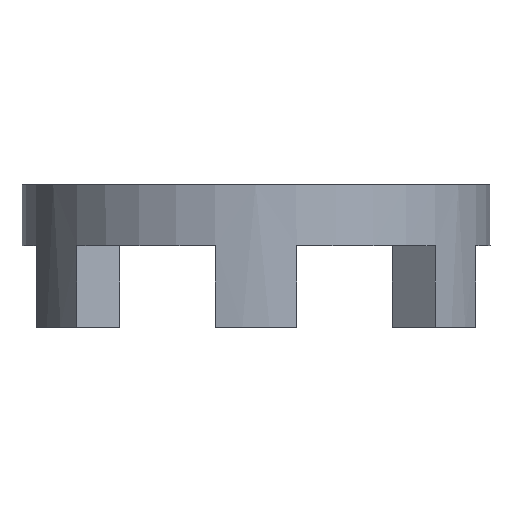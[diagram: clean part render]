
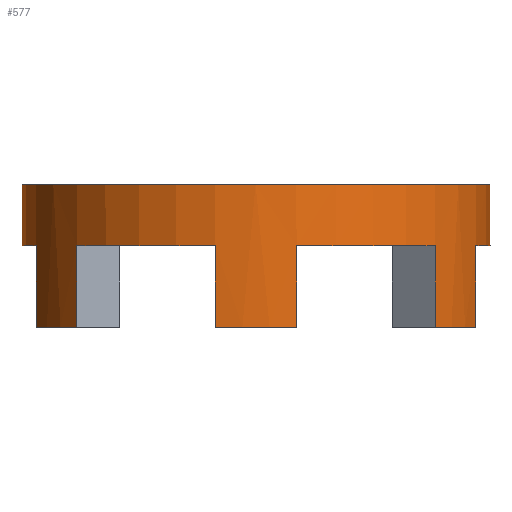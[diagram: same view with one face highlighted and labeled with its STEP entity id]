
A CAD part, front view. The second image highlights one B-rep face of the part: STEP entity #577.
In plain terms, the highlighted cylindrical face has radius 23 mm (diameter 46 mm), a full revolution.
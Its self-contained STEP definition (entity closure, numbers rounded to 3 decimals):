
#140=ORIENTED_EDGE('',*,*,#328,.F.);
#141=ORIENTED_EDGE('',*,*,#329,.T.);
#142=ORIENTED_EDGE('',*,*,#311,.T.);
#143=ORIENTED_EDGE('',*,*,#330,.F.);
#144=ORIENTED_EDGE('',*,*,#331,.F.);
#145=ORIENTED_EDGE('',*,*,#332,.T.);
#146=ORIENTED_EDGE('',*,*,#326,.T.);
#147=ORIENTED_EDGE('',*,*,#333,.F.);
#148=ORIENTED_EDGE('',*,*,#334,.F.);
#149=ORIENTED_EDGE('',*,*,#335,.T.);
#150=ORIENTED_EDGE('',*,*,#322,.T.);
#151=ORIENTED_EDGE('',*,*,#336,.F.);
#152=ORIENTED_EDGE('',*,*,#337,.F.);
#153=ORIENTED_EDGE('',*,*,#338,.T.);
#154=ORIENTED_EDGE('',*,*,#318,.T.);
#155=ORIENTED_EDGE('',*,*,#339,.F.);
#156=ORIENTED_EDGE('',*,*,#340,.F.);
#157=ORIENTED_EDGE('',*,*,#341,.T.);
#158=ORIENTED_EDGE('',*,*,#314,.T.);
#159=ORIENTED_EDGE('',*,*,#342,.F.);
#160=ORIENTED_EDGE('',*,*,#343,.F.);
#161=ORIENTED_EDGE('',*,*,#344,.T.);
#162=ORIENTED_EDGE('',*,*,#306,.T.);
#163=ORIENTED_EDGE('',*,*,#345,.F.);
#164=ORIENTED_EDGE('',*,*,#346,.F.);
#165=ORIENTED_EDGE('',*,*,#347,.T.);
#166=ORIENTED_EDGE('',*,*,#348,.F.);
#167=ORIENTED_EDGE('',*,*,#349,.T.);
#306=EDGE_CURVE('',#403,#402,#635,.T.);
#311=EDGE_CURVE('',#405,#406,#637,.T.);
#314=EDGE_CURVE('',#409,#408,#639,.T.);
#318=EDGE_CURVE('',#412,#411,#641,.T.);
#322=EDGE_CURVE('',#415,#414,#643,.T.);
#326=EDGE_CURVE('',#418,#417,#645,.T.);
#328=EDGE_CURVE('',#419,#420,#646,.T.);
#329=EDGE_CURVE('',#419,#405,#722,.T.);
#330=EDGE_CURVE('',#421,#406,#723,.T.);
#331=EDGE_CURVE('',#422,#421,#647,.T.);
#332=EDGE_CURVE('',#422,#418,#724,.T.);
#333=EDGE_CURVE('',#423,#417,#725,.T.);
#334=EDGE_CURVE('',#424,#423,#648,.T.);
#335=EDGE_CURVE('',#424,#415,#726,.T.);
#336=EDGE_CURVE('',#425,#414,#727,.T.);
#337=EDGE_CURVE('',#426,#425,#649,.T.);
#338=EDGE_CURVE('',#426,#412,#728,.T.);
#339=EDGE_CURVE('',#427,#411,#729,.T.);
#340=EDGE_CURVE('',#428,#427,#650,.T.);
#341=EDGE_CURVE('',#428,#409,#730,.T.);
#342=EDGE_CURVE('',#429,#408,#731,.T.);
#343=EDGE_CURVE('',#430,#429,#651,.T.);
#344=EDGE_CURVE('',#430,#403,#732,.T.);
#345=EDGE_CURVE('',#420,#402,#733,.T.);
#346=EDGE_CURVE('',#431,#432,#652,.T.);
#347=EDGE_CURVE('',#431,#433,#734,.F.);
#348=EDGE_CURVE('',#434,#433,#653,.T.);
#349=EDGE_CURVE('',#434,#432,#735,.T.);
#402=VERTEX_POINT('',#1229);
#403=VERTEX_POINT('',#1231);
#405=VERTEX_POINT('',#1237);
#406=VERTEX_POINT('',#1239);
#408=VERTEX_POINT('',#1245);
#409=VERTEX_POINT('',#1247);
#411=VERTEX_POINT('',#1253);
#412=VERTEX_POINT('',#1255);
#414=VERTEX_POINT('',#1261);
#415=VERTEX_POINT('',#1263);
#417=VERTEX_POINT('',#1269);
#418=VERTEX_POINT('',#1271);
#419=VERTEX_POINT('',#1275);
#420=VERTEX_POINT('',#1276);
#421=VERTEX_POINT('',#1279);
#422=VERTEX_POINT('',#1281);
#423=VERTEX_POINT('',#1284);
#424=VERTEX_POINT('',#1286);
#425=VERTEX_POINT('',#1289);
#426=VERTEX_POINT('',#1291);
#427=VERTEX_POINT('',#1294);
#428=VERTEX_POINT('',#1296);
#429=VERTEX_POINT('',#1299);
#430=VERTEX_POINT('',#1301);
#431=VERTEX_POINT('',#1305);
#432=VERTEX_POINT('',#1306);
#433=VERTEX_POINT('',#1308);
#434=VERTEX_POINT('',#1310);
#459=EDGE_LOOP('',(#140,#141,#142,#143,#144,#145,#146,#147,#148,#149,#150,
#151,#152,#153,#154,#155,#156,#157,#158,#159,#160,#161,#162,#163));
#460=EDGE_LOOP('',(#164,#165,#166,#167));
#517=FACE_BOUND('',#459,.T.);
#518=FACE_BOUND('',#460,.T.);
#562=CYLINDRICAL_SURFACE('',#852,23.);
#577=ADVANCED_FACE('',(#517,#518),#562,.T.);
#635=CIRCLE('',#836,23.);
#637=CIRCLE('',#839,23.);
#639=CIRCLE('',#842,23.);
#641=CIRCLE('',#845,23.);
#643=CIRCLE('',#848,23.);
#645=CIRCLE('',#851,23.);
#646=CIRCLE('',#853,23.);
#647=CIRCLE('',#854,23.);
#648=CIRCLE('',#855,23.);
#649=CIRCLE('',#856,23.);
#650=CIRCLE('',#857,23.);
#651=CIRCLE('',#858,23.);
#652=CIRCLE('',#859,23.);
#653=CIRCLE('',#860,23.);
#722=LINE('',#1277,#782);
#723=LINE('',#1278,#783);
#724=LINE('',#1282,#784);
#725=LINE('',#1283,#785);
#726=LINE('',#1287,#786);
#727=LINE('',#1288,#787);
#728=LINE('',#1292,#788);
#729=LINE('',#1293,#789);
#730=LINE('',#1297,#790);
#731=LINE('',#1298,#791);
#732=LINE('',#1302,#792);
#733=LINE('',#1303,#793);
#734=LINE('',#1307,#794);
#735=LINE('',#1311,#795);
#782=VECTOR('',#1020,1000.);
#783=VECTOR('',#1021,1000.);
#784=VECTOR('',#1024,1000.);
#785=VECTOR('',#1025,1000.);
#786=VECTOR('',#1028,1000.);
#787=VECTOR('',#1029,1000.);
#788=VECTOR('',#1032,1000.);
#789=VECTOR('',#1033,1000.);
#790=VECTOR('',#1036,1000.);
#791=VECTOR('',#1037,1000.);
#792=VECTOR('',#1040,1000.);
#793=VECTOR('',#1041,1000.);
#794=VECTOR('',#1044,1000.);
#795=VECTOR('',#1047,1000.);
#836=AXIS2_PLACEMENT_3D('',#1230,#973,#974);
#839=AXIS2_PLACEMENT_3D('',#1240,#982,#983);
#842=AXIS2_PLACEMENT_3D('',#1246,#989,#990);
#845=AXIS2_PLACEMENT_3D('',#1254,#997,#998);
#848=AXIS2_PLACEMENT_3D('',#1262,#1005,#1006);
#851=AXIS2_PLACEMENT_3D('',#1270,#1013,#1014);
#852=AXIS2_PLACEMENT_3D('',#1273,#1016,#1017);
#853=AXIS2_PLACEMENT_3D('',#1274,#1018,#1019);
#854=AXIS2_PLACEMENT_3D('',#1280,#1022,#1023);
#855=AXIS2_PLACEMENT_3D('',#1285,#1026,#1027);
#856=AXIS2_PLACEMENT_3D('',#1290,#1030,#1031);
#857=AXIS2_PLACEMENT_3D('',#1295,#1034,#1035);
#858=AXIS2_PLACEMENT_3D('',#1300,#1038,#1039);
#859=AXIS2_PLACEMENT_3D('',#1304,#1042,#1043);
#860=AXIS2_PLACEMENT_3D('',#1309,#1045,#1046);
#973=DIRECTION('',(0.,0.,1.));
#974=DIRECTION('',(1.,0.,0.));
#982=DIRECTION('',(0.,0.,1.));
#983=DIRECTION('',(1.,0.,0.));
#989=DIRECTION('',(0.,0.,1.));
#990=DIRECTION('',(1.,0.,0.));
#997=DIRECTION('',(0.,0.,1.));
#998=DIRECTION('',(1.,0.,0.));
#1005=DIRECTION('',(0.,0.,1.));
#1006=DIRECTION('',(1.,0.,0.));
#1013=DIRECTION('',(0.,0.,1.));
#1014=DIRECTION('',(1.,0.,0.));
#1016=DIRECTION('',(0.,0.,-1.));
#1017=DIRECTION('',(-1.,0.,0.));
#1018=DIRECTION('',(0.,0.,-1.));
#1019=DIRECTION('',(0.5,-0.866,0.));
#1020=DIRECTION('',(0.,0.,-1.));
#1021=DIRECTION('',(0.,0.,-1.));
#1022=DIRECTION('',(0.,0.,-1.));
#1023=DIRECTION('',(1.,0.,0.));
#1024=DIRECTION('',(0.,0.,-1.));
#1025=DIRECTION('',(0.,0.,-1.));
#1026=DIRECTION('',(0.,0.,-1.));
#1027=DIRECTION('',(0.5,0.866,0.));
#1028=DIRECTION('',(0.,0.,-1.));
#1029=DIRECTION('',(0.,0.,-1.));
#1030=DIRECTION('',(0.,0.,-1.));
#1031=DIRECTION('',(-0.5,0.866,0.));
#1032=DIRECTION('',(0.,0.,-1.));
#1033=DIRECTION('',(0.,0.,-1.));
#1034=DIRECTION('',(0.,0.,-1.));
#1035=DIRECTION('',(-1.,0.,0.));
#1036=DIRECTION('',(0.,0.,-1.));
#1037=DIRECTION('',(0.,0.,-1.));
#1038=DIRECTION('',(0.,0.,-1.));
#1039=DIRECTION('',(-0.5,-0.866,0.));
#1040=DIRECTION('',(0.,0.,-1.));
#1041=DIRECTION('',(0.,0.,-1.));
#1042=DIRECTION('',(0.,0.,1.));
#1043=DIRECTION('',(1.,0.,0.));
#1044=DIRECTION('',(0.,0.,-1.));
#1045=DIRECTION('',(0.,0.,1.));
#1046=DIRECTION('',(1.,0.,0.));
#1047=DIRECTION('',(0.,0.,-1.));
#1229=CARTESIAN_POINT('',(-17.619,-14.784,0.));
#1230=CARTESIAN_POINT('',(0.,0.,0.));
#1231=CARTESIAN_POINT('',(-21.613,-7.866,0.));
#1237=CARTESIAN_POINT('',(-3.994,-22.651,0.));
#1239=CARTESIAN_POINT('',(3.994,-22.651,0.));
#1240=CARTESIAN_POINT('',(0.,0.,0.));
#1245=CARTESIAN_POINT('',(-21.613,7.866,0.));
#1246=CARTESIAN_POINT('',(0.,0.,0.));
#1247=CARTESIAN_POINT('',(-17.619,14.784,0.));
#1253=CARTESIAN_POINT('',(-3.994,22.651,0.));
#1254=CARTESIAN_POINT('',(0.,0.,0.));
#1255=CARTESIAN_POINT('',(3.994,22.651,0.));
#1261=CARTESIAN_POINT('',(17.619,14.784,0.));
#1262=CARTESIAN_POINT('',(0.,0.,0.));
#1263=CARTESIAN_POINT('',(21.613,7.866,0.));
#1269=CARTESIAN_POINT('',(21.613,-7.866,0.));
#1270=CARTESIAN_POINT('',(0.,0.,0.));
#1271=CARTESIAN_POINT('',(17.619,-14.784,0.));
#1273=CARTESIAN_POINT('',(0.,0.,14.));
#1274=CARTESIAN_POINT('',(0.,0.,8.));
#1275=CARTESIAN_POINT('',(-3.994,-22.651,8.));
#1276=CARTESIAN_POINT('',(-17.619,-14.784,8.));
#1277=CARTESIAN_POINT('',(-3.994,-22.651,8.));
#1278=CARTESIAN_POINT('',(3.994,-22.651,8.));
#1279=CARTESIAN_POINT('',(3.994,-22.651,8.));
#1280=CARTESIAN_POINT('',(0.,0.,8.));
#1281=CARTESIAN_POINT('',(17.619,-14.784,8.));
#1282=CARTESIAN_POINT('',(17.619,-14.784,8.));
#1283=CARTESIAN_POINT('',(21.613,-7.866,8.));
#1284=CARTESIAN_POINT('',(21.613,-7.866,8.));
#1285=CARTESIAN_POINT('',(0.,0.,8.));
#1286=CARTESIAN_POINT('',(21.613,7.866,8.));
#1287=CARTESIAN_POINT('',(21.613,7.866,8.));
#1288=CARTESIAN_POINT('',(17.619,14.784,8.));
#1289=CARTESIAN_POINT('',(17.619,14.784,8.));
#1290=CARTESIAN_POINT('',(0.,0.,8.));
#1291=CARTESIAN_POINT('',(3.994,22.651,8.));
#1292=CARTESIAN_POINT('',(3.994,22.651,8.));
#1293=CARTESIAN_POINT('',(-3.994,22.651,8.));
#1294=CARTESIAN_POINT('',(-3.994,22.651,8.));
#1295=CARTESIAN_POINT('',(0.,0.,8.));
#1296=CARTESIAN_POINT('',(-17.619,14.784,8.));
#1297=CARTESIAN_POINT('',(-17.619,14.784,8.));
#1298=CARTESIAN_POINT('',(-21.613,7.866,8.));
#1299=CARTESIAN_POINT('',(-21.613,7.866,8.));
#1300=CARTESIAN_POINT('',(0.,0.,8.));
#1301=CARTESIAN_POINT('',(-21.613,-7.866,8.));
#1302=CARTESIAN_POINT('',(-21.613,-7.866,8.));
#1303=CARTESIAN_POINT('',(-17.619,-14.784,8.));
#1304=CARTESIAN_POINT('',(0.,0.,11.));
#1305=CARTESIAN_POINT('',(19.976,11.4,11.));
#1306=CARTESIAN_POINT('',(-0.116,23.,11.));
#1307=CARTESIAN_POINT('',(19.976,11.4,14.));
#1308=CARTESIAN_POINT('',(19.976,11.4,14.));
#1309=CARTESIAN_POINT('',(0.,0.,14.));
#1310=CARTESIAN_POINT('',(-0.116,23.,14.));
#1311=CARTESIAN_POINT('',(-0.116,23.,14.));
